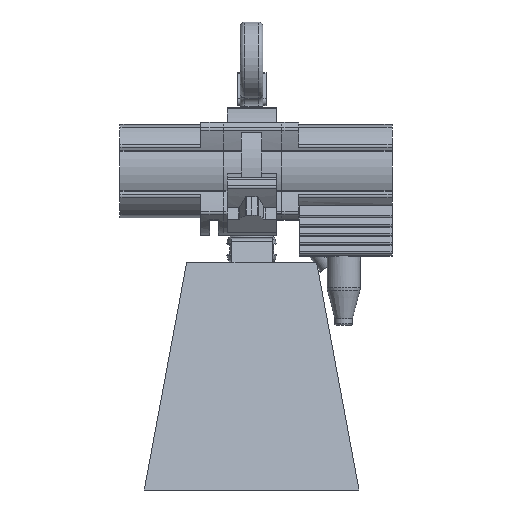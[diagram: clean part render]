
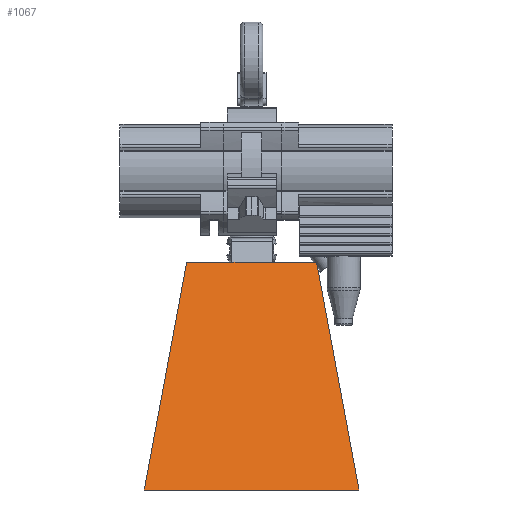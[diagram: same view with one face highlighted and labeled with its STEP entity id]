
A CAD part, left-side view. The second image highlights one B-rep face of the part: STEP entity #1067.
In plain terms, the highlighted planar face has unit normal (-0.959, 0, 0.283).
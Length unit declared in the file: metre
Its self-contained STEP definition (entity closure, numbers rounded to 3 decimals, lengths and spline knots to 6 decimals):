
#1067=ADVANCED_FACE('',(#2355),#2356,.F.);
#2355=FACE_OUTER_BOUND('',#5629,.T.);
#2356=PLANE('',#5630);
#5629=EDGE_LOOP('',(#10461,#10462,#10463,#10464));
#5630=AXIS2_PLACEMENT_3D('',#10465,#10466,#10467);
#10461=ORIENTED_EDGE('',*,*,#14225,.F.);
#10462=ORIENTED_EDGE('',*,*,#14443,.F.);
#10463=ORIENTED_EDGE('',*,*,#14201,.T.);
#10464=ORIENTED_EDGE('',*,*,#14444,.T.);
#10465=CARTESIAN_POINT('',(-0.23,-0.115,0.));
#10466=DIRECTION('',(0.959,0.,-0.283));
#10467=DIRECTION('',(-0.283,0.,-0.959));
#14201=EDGE_CURVE('',#16321,#16322,#16323,.T.);
#14225=EDGE_CURVE('',#16358,#16360,#16361,.T.);
#14443=EDGE_CURVE('',#16321,#16358,#16705,.T.);
#14444=EDGE_CURVE('',#16322,#16360,#16706,.F.);
#16321=VERTEX_POINT('',#20024);
#16322=VERTEX_POINT('',#20025);
#16323=LINE('',#20026,#20027);
#16358=VERTEX_POINT('',#20074);
#16360=VERTEX_POINT('',#20077);
#16361=LINE('',#20078,#20079);
#16705=LINE('',#20718,#20719);
#16706=LINE('',#20720,#20721);
#20024=CARTESIAN_POINT('',(-0.23,-0.115,0.));
#20025=CARTESIAN_POINT('',(-0.23,0.115,0.));
#20026=CARTESIAN_POINT('',(-0.23,-0.115,0.));
#20027=VECTOR('',#24309,1.);
#20074=CARTESIAN_POINT('',(-0.349,-0.189983,-0.403));
#20077=CARTESIAN_POINT('',(-0.349,0.189983,-0.403));
#20078=CARTESIAN_POINT('',(-0.349,-0.115,-0.403));
#20079=VECTOR('',#24335,1.);
#20718=CARTESIAN_POINT('',(-0.23,-0.115,0.));
#20719=VECTOR('',#24665,1.);
#20720=CARTESIAN_POINT('',(-0.218736,0.107902,0.038147));
#20721=VECTOR('',#24666,1.);
#24309=DIRECTION('',(0.,1.,0.));
#24335=DIRECTION('',(0.,1.,0.));
#24665=DIRECTION('',(-0.279,-0.176,-0.944));
#24666=DIRECTION('',(0.279,-0.176,0.944));
